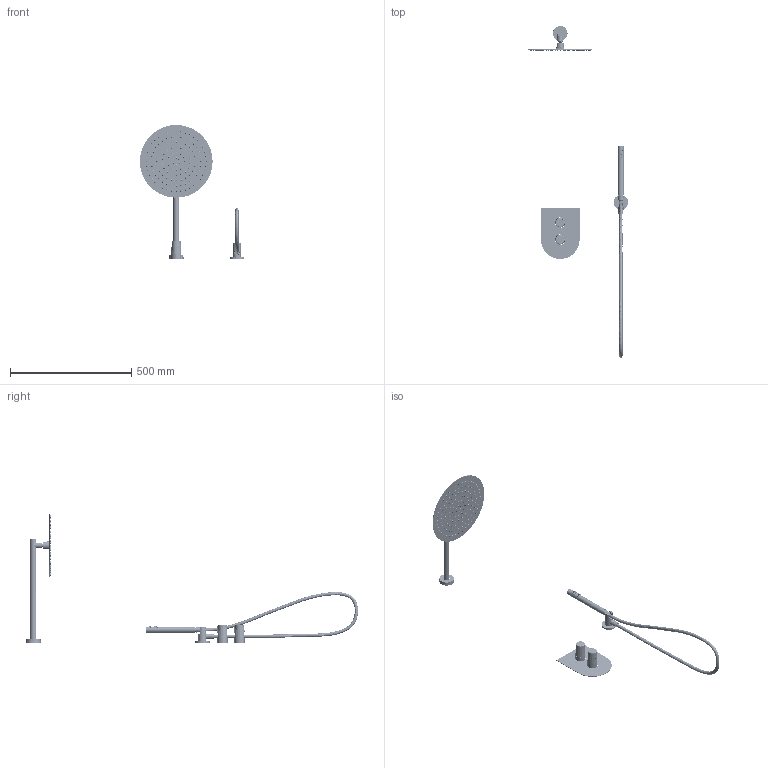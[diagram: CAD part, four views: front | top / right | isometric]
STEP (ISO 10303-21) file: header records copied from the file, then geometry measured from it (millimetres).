
FILE_DESCRIPTION (( 'STEP AP203' ), '1' );
FILE_NAME ('34DP09538.STEP', '2025-08-25T05:33:54', ( '' ), ( '' ), 'SwSTEP 2.0', 'SolidWorks 2021', '' );
FILE_SCHEMA (( 'CONFIG_CONTROL_DESIGN' ));
Products named in the file (1): 34DP09538
Bounding box: 430 x 1368.57 x 552.72 mm (x, y, z)
Surface area: 715962.3 mm2 (no closed solid volume)
Topology: 0 solids, 24 shells, 3032 faces, 7131 edges, 4817 vertices
Faces by surface type: plane 971, bspline 930, cylinder 694, cone 417, torus 18, sphere 2
Full cylindrical faces by diameter (mm): 1.2 x132, 3.1 x2, 3.3 x2, 4 x265, 4.15 x1, 4.65 x1, 5.8 x132, 7 x1, 9.8 x1, 10.1 x1, 10.2 x1, 12.45 x1, 12.5 x2, 14 x1, 15 x2, 16.182 x1, 16.45 x2, 18 x4, 18.1 x1, 18.7 x1, 18.968 x1, 19 x1, 19.1 x4, 20 x1, 20.45 x3, 20.8 x1, 21 x3, 21.268 x1, 21.3 x1, 23 x2
Entity records: 121451 total; most frequent: CARTESIAN_POINT 65820, DIRECTION 10007, ORIENTED_EDGE 9494, EDGE_LOOP 5936, EDGE_CURVE 4749, AXIS2_PLACEMENT_3D 4521, FACE_OUTER_BOUND 4298, VERTEX_POINT 4125
